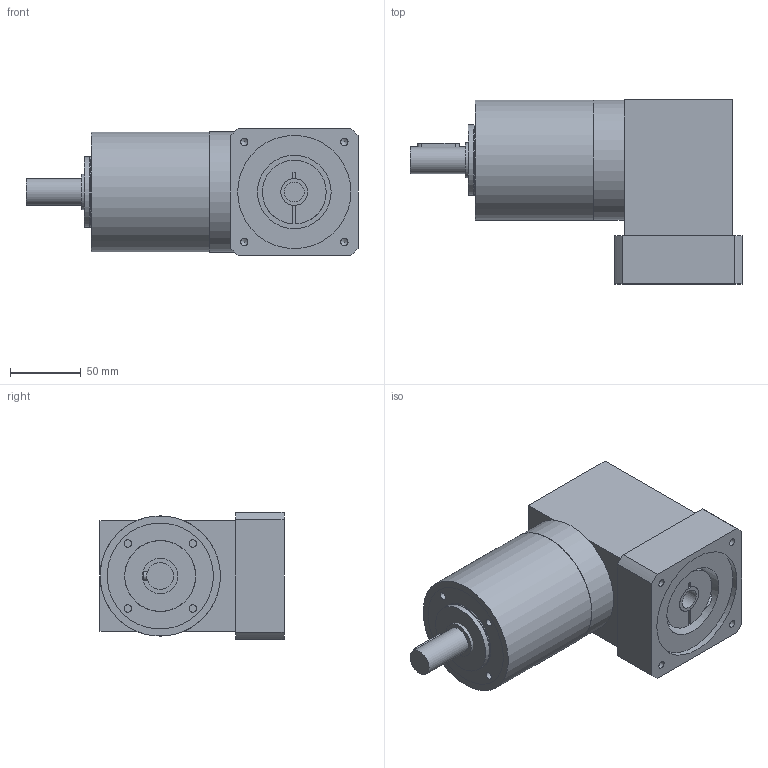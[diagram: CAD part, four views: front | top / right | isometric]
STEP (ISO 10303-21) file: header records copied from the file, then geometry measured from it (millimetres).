
FILE_DESCRIPTION(/* description */ (''),/* implementation_level */ '2;1');
FILE_NAME(/* name */ 'MP-G 080.1.7.15''.14.40.80.100.stp',/* time_stamp */ '2011-11-29T10:34:48+01:00',/* author */ (''),/* organization */ (''),/* preprocessor_version */ 'ST-DEVELOPER v11',/* originating_system */ 'SIEMENS PLM Software NX 7.5',/* authorisation */ '');
FILE_SCHEMA (('CONFIG_CONTROL_DESIGN'));
Length unit declared in the file: millimetre
Products named in the file (1): TIR2FA45ewfu
Bounding box: 234.55 x 130 x 90 mm (x, y, z)
Volume: 1591339.6 mm3; surface area: 171445.8 mm2
Topology: 9 solids, 9 shells, 109 faces, 238 edges, 158 vertices
Faces by surface type: plane 49, cylinder 42, cone 17, torus 1
Full cylindrical faces by diameter (mm): 5.188 x13, 6.2 x1, 10.5 x1, 13.75 x1, 14 x1, 19 x2, 25 x2, 50 x2, 52 x1, 68 x1, 70.9 x1, 74.95 x1, 75 x2, 80 x1, 85 x2
Entity records: 2715 total; most frequent: CARTESIAN_POINT 510, DIRECTION 464, ORIENTED_EDGE 320, AXIS2_PLACEMENT_3D 197, EDGE_LOOP 174, EDGE_CURVE 160, FACE_BOUND 140, VERTEX_POINT 138
